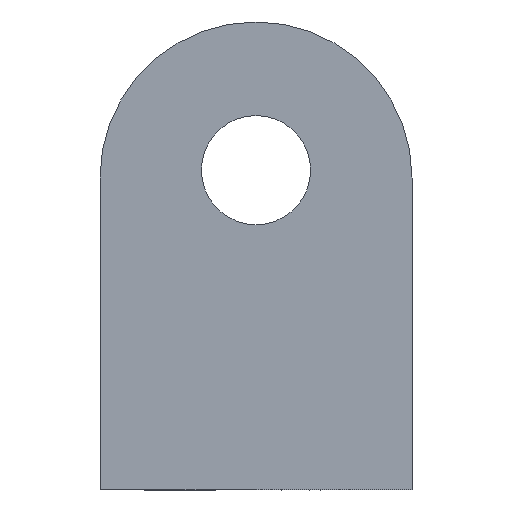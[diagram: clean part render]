
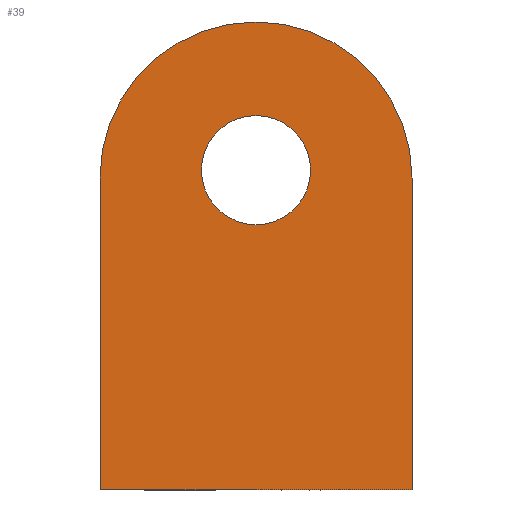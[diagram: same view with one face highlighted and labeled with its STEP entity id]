
A CAD part, left-side view. The second image highlights one B-rep face of the part: STEP entity #39.
In plain terms, the highlighted planar face has unit normal (-1, 0, 0).
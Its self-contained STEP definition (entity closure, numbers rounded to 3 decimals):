
#39 = ADVANCED_FACE ( 'NONE', ( #8594, #1634 ), #6460, .T. ) ;
#66 = CARTESIAN_POINT ( 'NONE',  ( -2.5, 10., 0. ) ) ;
#238 = ORIENTED_EDGE ( 'NONE', *, *, #4337, .T. ) ;
#282 = EDGE_CURVE ( 'NONE', #732, #9884, #5888, .T. ) ;
#379 = VERTEX_POINT ( 'NONE', #6161 ) ;
#732 = VERTEX_POINT ( 'NONE', #8771 ) ;
#983 = CIRCLE ( 'NONE', #8747, 10. ) ;
#1219 = CARTESIAN_POINT ( 'NONE',  ( -2.5, 0., 20. ) ) ;
#1287 = EDGE_CURVE ( 'NONE', #8205, #379, #1838, .T. ) ;
#1304 = DIRECTION ( 'NONE',  ( 0., 0., -1. ) ) ;
#1522 = CARTESIAN_POINT ( 'NONE',  ( -2.5, 0., 20. ) ) ;
#1634 = FACE_OUTER_BOUND ( 'NONE', #11064, .T. ) ;
#1838 = CIRCLE ( 'NONE', #8221, 10. ) ;
#1877 = DIRECTION ( 'NONE',  ( 0., 0., -1. ) ) ;
#2120 = CIRCLE ( 'NONE', #7788, 3.5 ) ;
#2174 = CARTESIAN_POINT ( 'NONE',  ( -2.5, 0., 20. ) ) ;
#2402 = DIRECTION ( 'NONE',  ( -1., 0., 0. ) ) ;
#2639 = LINE ( 'NONE', #7095, #4403 ) ;
#2805 = CARTESIAN_POINT ( 'NONE',  ( -2.5, 0., 24. ) ) ;
#3018 = AXIS2_PLACEMENT_3D ( 'NONE', #2174, #10925, #7437 ) ;
#3140 = CARTESIAN_POINT ( 'NONE',  ( -2.5, 0., 17. ) ) ;
#3168 = ORIENTED_EDGE ( 'NONE', *, *, #1287, .T. ) ;
#3257 = CARTESIAN_POINT ( 'NONE',  ( -2.5, -10., 0. ) ) ;
#3338 = VECTOR ( 'NONE', #4538, 1000. ) ;
#3548 = VERTEX_POINT ( 'NONE', #2805 ) ;
#3555 = EDGE_LOOP ( 'NONE', ( #8487, #10475 ) ) ;
#4337 = EDGE_CURVE ( 'NONE', #9884, #5323, #7014, .T. ) ;
#4373 = EDGE_CURVE ( 'NONE', #8844, #3548, #2120, .T. ) ;
#4403 = VECTOR ( 'NONE', #1877, 1000. ) ;
#4538 = DIRECTION ( 'NONE',  ( 0., 0., 1. ) ) ;
#4952 = EDGE_CURVE ( 'NONE', #3548, #8844, #10959, .T. ) ;
#5082 = CARTESIAN_POINT ( 'NONE',  ( -2.5, 0., 30. ) ) ;
#5172 = CARTESIAN_POINT ( 'NONE',  ( -2.5, -10., 0. ) ) ;
#5196 = AXIS2_PLACEMENT_3D ( 'NONE', #5429, #9006, #1304 ) ;
#5323 = VERTEX_POINT ( 'NONE', #8963 ) ;
#5429 = CARTESIAN_POINT ( 'NONE',  ( -2.5, 0., 20.5 ) ) ;
#5888 = LINE ( 'NONE', #66, #9994 ) ;
#6161 = CARTESIAN_POINT ( 'NONE',  ( -2.5, 10., 20. ) ) ;
#6277 = CARTESIAN_POINT ( 'NONE',  ( -2.5, 0., 20.5 ) ) ;
#6460 = PLANE ( 'NONE',  #3018 ) ;
#6800 = DIRECTION ( 'NONE',  ( 0., 0., 1. ) ) ;
#7014 = LINE ( 'NONE', #5172, #3338 ) ;
#7095 = CARTESIAN_POINT ( 'NONE',  ( -2.5, 10., 20. ) ) ;
#7300 = DIRECTION ( 'NONE',  ( -1., 0., 0. ) ) ;
#7437 = DIRECTION ( 'NONE',  ( 0., 0., 1. ) ) ;
#7788 = AXIS2_PLACEMENT_3D ( 'NONE', #6277, #8142, #9830 ) ;
#7876 = EDGE_CURVE ( 'NONE', #379, #732, #2639, .T. ) ;
#8142 = DIRECTION ( 'NONE',  ( 1., 0., 0. ) ) ;
#8205 = VERTEX_POINT ( 'NONE', #5082 ) ;
#8221 = AXIS2_PLACEMENT_3D ( 'NONE', #1219, #7300, #10824 ) ;
#8487 = ORIENTED_EDGE ( 'NONE', *, *, #4373, .T. ) ;
#8545 = ORIENTED_EDGE ( 'NONE', *, *, #7876, .T. ) ;
#8594 = FACE_BOUND ( 'NONE', #3555, .T. ) ;
#8747 = AXIS2_PLACEMENT_3D ( 'NONE', #1522, #2402, #6800 ) ;
#8771 = CARTESIAN_POINT ( 'NONE',  ( -2.5, 10., 0. ) ) ;
#8844 = VERTEX_POINT ( 'NONE', #3140 ) ;
#8963 = CARTESIAN_POINT ( 'NONE',  ( -2.5, -10., 20. ) ) ;
#9006 = DIRECTION ( 'NONE',  ( 1., 0., 0. ) ) ;
#9646 = DIRECTION ( 'NONE',  ( 0., -1., 0. ) ) ;
#9830 = DIRECTION ( 'NONE',  ( 0., 0., -1. ) ) ;
#9884 = VERTEX_POINT ( 'NONE', #3257 ) ;
#9994 = VECTOR ( 'NONE', #9646, 1000. ) ;
#10017 = ORIENTED_EDGE ( 'NONE', *, *, #10309, .T. ) ;
#10278 = ORIENTED_EDGE ( 'NONE', *, *, #282, .T. ) ;
#10309 = EDGE_CURVE ( 'NONE', #5323, #8205, #983, .T. ) ;
#10475 = ORIENTED_EDGE ( 'NONE', *, *, #4952, .T. ) ;
#10824 = DIRECTION ( 'NONE',  ( 0., 0., 1. ) ) ;
#10925 = DIRECTION ( 'NONE',  ( -1., 0., 0. ) ) ;
#10959 = CIRCLE ( 'NONE', #5196, 3.5 ) ;
#11064 = EDGE_LOOP ( 'NONE', ( #10017, #3168, #8545, #10278, #238 ) ) ;
